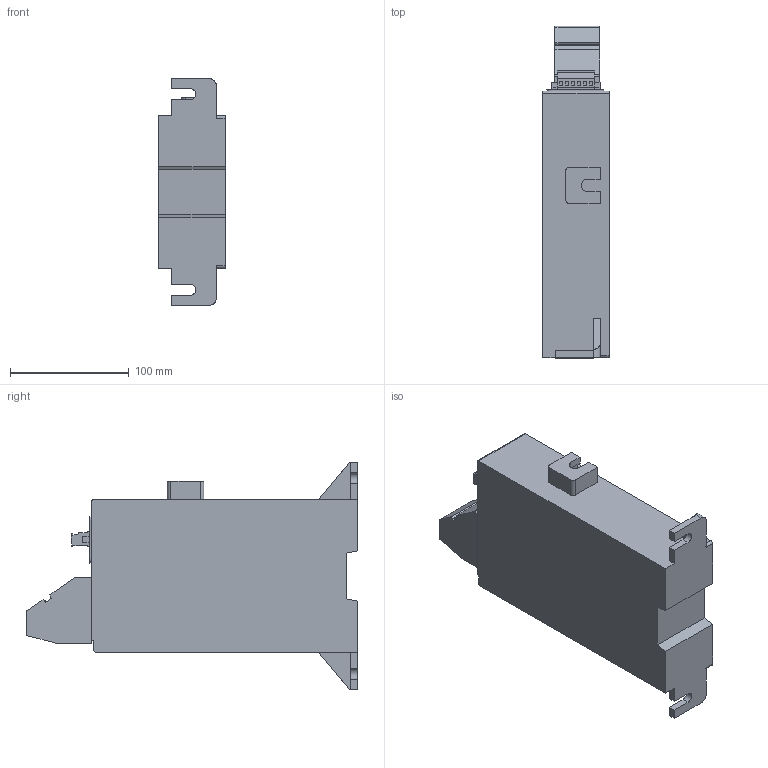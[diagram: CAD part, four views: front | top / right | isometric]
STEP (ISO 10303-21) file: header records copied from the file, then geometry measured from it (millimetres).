
FILE_DESCRIPTION(/* description */ (''),/* implementation_level */ '2;1');
FILE_NAME(/* name */ '5SD7411-2_v.stp',/* time_stamp */ '2023-03-22T11:34:48+01:00',/* author */ ('"(c) Siemens AG Smart Infrastructure"'),/* organization */ ('"(c) Siemens AG - Smart Infrastructure - EP"'),/* preprocessor_version */ 'ST-DEVELOPER v18.101',/* originating_system */ 'SIEMENS PLM Software NX 2008',/* authorisation */ '"Transmittal reproduction, dissemination and/or editing of this document as well as utilization of its contents and communication thereof to others without express authorization is prohibited. Offenders will be held liable for payment of damages. All rights created by patent grant or registration of a utility model or design patent are reserved."');
FILE_SCHEMA (('AUTOMOTIVE_DESIGN { 1 0 10303 214 3 1 1 1 }'));
Length unit declared in the file: millimetre
Products named in the file (1): model3
Bounding box: 56 x 279.73 x 191.06 mm (x, y, z)
Volume: 1624024.7 mm3; surface area: 125595.3 mm2
Topology: 1 solids, 1 shells, 297 faces, 793 edges, 534 vertices
Faces by surface type: plane 257, cylinder 34, extrusion 6
Full cylindrical faces by diameter (mm): 3.31 x1, 3.9 x2, 4 x6, 8.5 x2, 80.524 x1
Entity records: 10641 total; most frequent: CARTESIAN_POINT 2394, ORIENTED_EDGE 1524, DIRECTION 1333, EDGE_CURVE 762, VECTOR 555, LINE 549, VERTEX_POINT 512, AXIS2_PLACEMENT_3D 389
